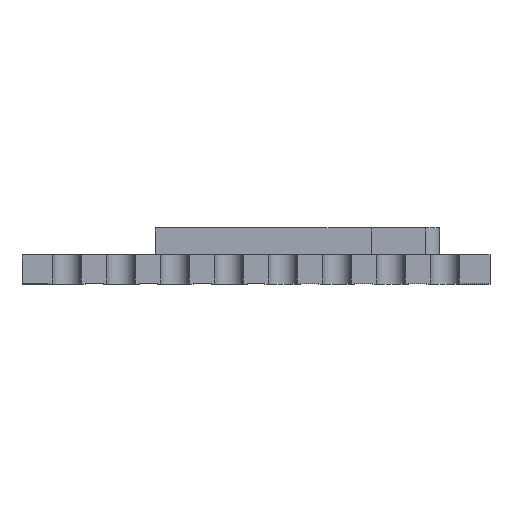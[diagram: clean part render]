
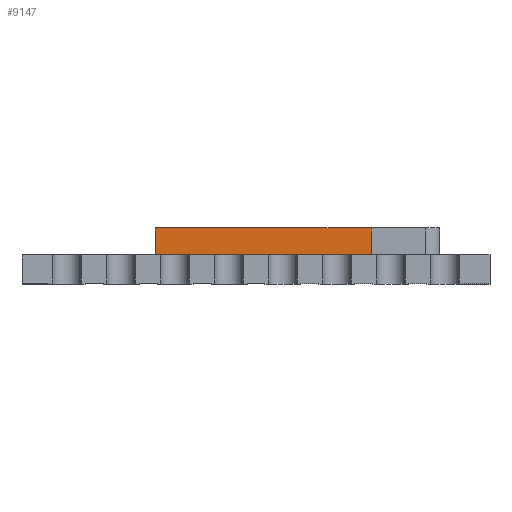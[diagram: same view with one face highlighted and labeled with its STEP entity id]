
A CAD part, front view. The second image highlights one B-rep face of the part: STEP entity #9147.
In plain terms, the highlighted planar face has unit normal (0, -1, 0).
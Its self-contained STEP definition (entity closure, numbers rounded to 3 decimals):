
#243=PLANE('',#9605);
#675=FACE_OUTER_BOUND('',#1148,.T.);
#1148=EDGE_LOOP('',(#6765,#6766,#6767,#6768));
#1670=LINE('',#13202,#2884);
#1690=LINE('',#13258,#2904);
#1691=LINE('',#13261,#2905);
#1692=LINE('',#13262,#2906);
#2884=VECTOR('',#10276,10.);
#2904=VECTOR('',#10332,10.);
#2905=VECTOR('',#10335,10.);
#2906=VECTOR('',#10336,10.);
#4172=VERTEX_POINT('',#13199);
#4173=VERTEX_POINT('',#13201);
#4191=VERTEX_POINT('',#13255);
#4192=VERTEX_POINT('',#13260);
#5150=EDGE_CURVE('',#4172,#4173,#1670,.T.);
#5178=EDGE_CURVE('',#4191,#4173,#1690,.T.);
#5179=EDGE_CURVE('',#4191,#4192,#1691,.T.);
#5180=EDGE_CURVE('',#4192,#4172,#1692,.T.);
#6765=ORIENTED_EDGE('',*,*,#5179,.F.);
#6766=ORIENTED_EDGE('',*,*,#5178,.T.);
#6767=ORIENTED_EDGE('',*,*,#5150,.F.);
#6768=ORIENTED_EDGE('',*,*,#5180,.F.);
#9147=ADVANCED_FACE('',(#675),#243,.T.);
#9605=AXIS2_PLACEMENT_3D('',#13259,#10333,#10334);
#10276=DIRECTION('',(1.,0.,0.));
#10332=DIRECTION('',(0.,0.,1.));
#10333=DIRECTION('center_axis',(0.,-1.,0.));
#10334=DIRECTION('ref_axis',(1.,0.,0.));
#10335=DIRECTION('',(-1.,0.,0.));
#10336=DIRECTION('',(0.,0.,1.));
#13199=CARTESIAN_POINT('',(3.25,-13.5,1.56));
#13201=CARTESIAN_POINT('',(9.25,-13.5,1.56));
#13202=CARTESIAN_POINT('',(9.25,-13.5,1.56));
#13255=CARTESIAN_POINT('',(9.25,-13.5,0.81));
#13258=CARTESIAN_POINT('',(9.25,-13.5,0.81));
#13259=CARTESIAN_POINT('Origin',(3.25,-13.5,0.81));
#13260=CARTESIAN_POINT('',(3.25,-13.5,0.81));
#13261=CARTESIAN_POINT('',(4.65,-13.5,0.81));
#13262=CARTESIAN_POINT('',(3.25,-13.5,0.81));
